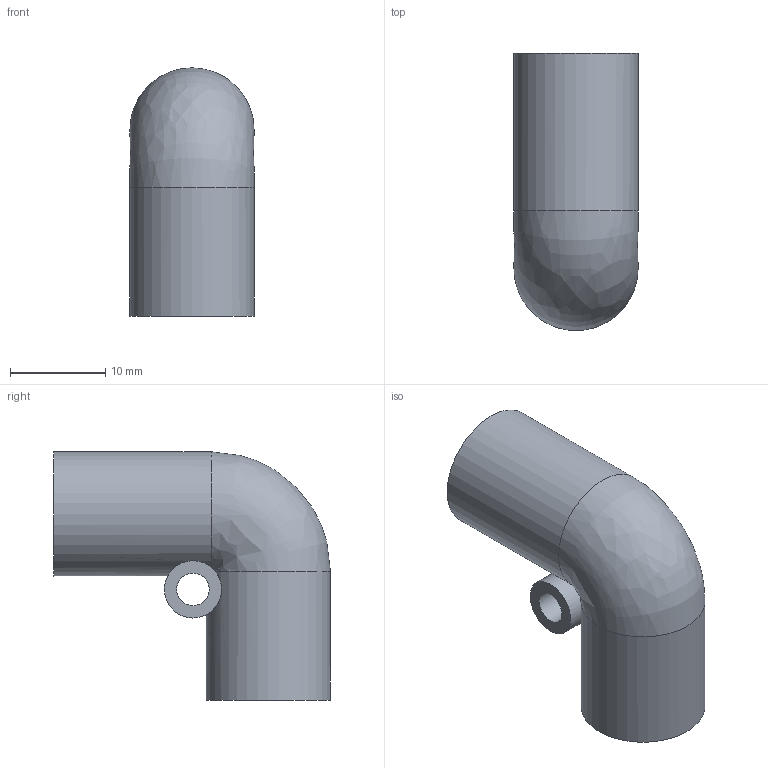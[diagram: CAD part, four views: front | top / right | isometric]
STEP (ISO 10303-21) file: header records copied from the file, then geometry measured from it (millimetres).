
FILE_DESCRIPTION(/* description */ (''),/* implementation_level */ '2;1');
FILE_NAME(/* name */ 'M7 connector.step',/* time_stamp */ '2023-07-30T19:37:12+08:00',/* author */ (''),/* organization */ (''),/* preprocessor_version */ 'ST-DEVELOPER v19.2',/* originating_system */ 'Autodesk Translation Framework v11.17.0.187',/* authorisation */ '');
FILE_SCHEMA (('AUTOMOTIVE_DESIGN { 1 0 10303 214 3 1 1 }'));
Length unit declared in the file: millimetre
Products named in the file (1): M7 connector
Bounding box: 13 x 29 x 26 mm (x, y, z)
Volume: 3877 mm3; surface area: 2895.9 mm2
Topology: 1 solids, 1 shells, 12 faces, 30 edges, 20 vertices
Faces by surface type: cylinder 6, plane 4, torus 1, bspline 1
Full cylindrical faces by diameter (mm): 3.4 x1, 6 x1, 7 x2, 13 x2
Entity records: 517 total; most frequent: CARTESIAN_POINT 184, DIRECTION 65, ORIENTED_EDGE 60, EDGE_CURVE 30, AXIS2_PLACEMENT_3D 29, VERTEX_POINT 20, CIRCLE 17, EDGE_LOOP 16
